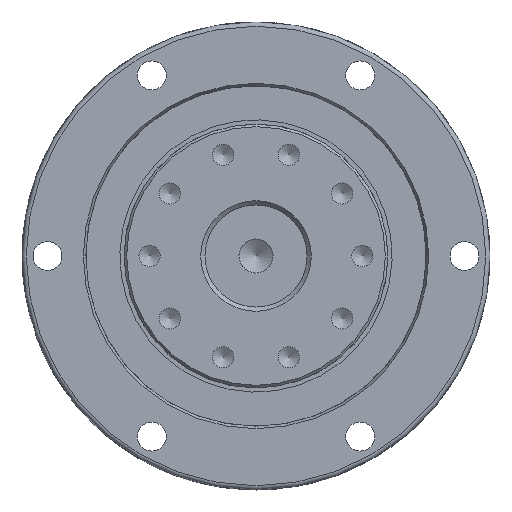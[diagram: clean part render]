
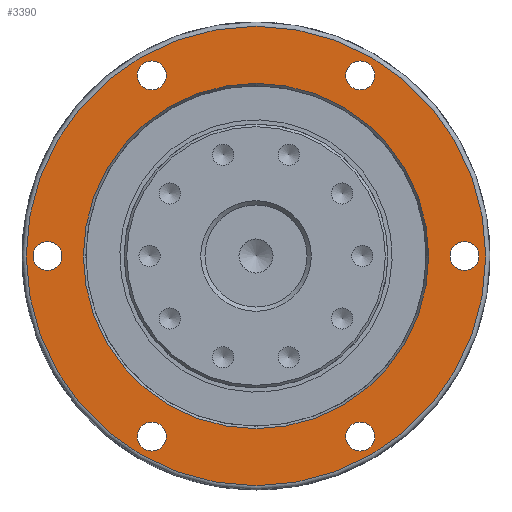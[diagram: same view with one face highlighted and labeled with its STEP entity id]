
A CAD part, left-side view. The second image highlights one B-rep face of the part: STEP entity #3390.
In plain terms, the highlighted planar face has unit normal (-1, 0, 0).
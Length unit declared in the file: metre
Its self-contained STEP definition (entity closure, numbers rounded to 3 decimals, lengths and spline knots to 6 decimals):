
#865=ORIENTED_EDGE('',*,*,#1432,.T.);
#866=ORIENTED_EDGE('',*,*,#1433,.F.);
#867=ORIENTED_EDGE('',*,*,#1434,.T.);
#868=ORIENTED_EDGE('',*,*,#1435,.T.);
#869=ORIENTED_EDGE('',*,*,#1436,.T.);
#870=ORIENTED_EDGE('',*,*,#1437,.T.);
#871=ORIENTED_EDGE('',*,*,#1438,.T.);
#872=ORIENTED_EDGE('',*,*,#1439,.T.);
#1432=EDGE_CURVE('',#1767,#1767,#2053,.T.);
#1433=EDGE_CURVE('',#1768,#1768,#2054,.T.);
#1434=EDGE_CURVE('',#1769,#1769,#2055,.T.);
#1435=EDGE_CURVE('',#1770,#1770,#2056,.T.);
#1436=EDGE_CURVE('',#1771,#1771,#2057,.T.);
#1437=EDGE_CURVE('',#1772,#1772,#2058,.T.);
#1438=EDGE_CURVE('',#1773,#1773,#2059,.T.);
#1439=EDGE_CURVE('',#1774,#1774,#2060,.T.);
#1767=VERTEX_POINT('',#6078);
#1768=VERTEX_POINT('',#6080);
#1769=VERTEX_POINT('',#6082);
#1770=VERTEX_POINT('',#6084);
#1771=VERTEX_POINT('',#6086);
#1772=VERTEX_POINT('',#6088);
#1773=VERTEX_POINT('',#6090);
#1774=VERTEX_POINT('',#6092);
#2053=CIRCLE('',#3955,0.027);
#2054=CIRCLE('',#3956,0.020289);
#2055=CIRCLE('',#3957,0.0017);
#2056=CIRCLE('',#3958,0.0017);
#2057=CIRCLE('',#3959,0.0017);
#2058=CIRCLE('',#3960,0.0017);
#2059=CIRCLE('',#3961,0.0017);
#2060=CIRCLE('',#3962,0.0017);
#2414=EDGE_LOOP('',(#865));
#2415=EDGE_LOOP('',(#866));
#2416=EDGE_LOOP('',(#867));
#2417=EDGE_LOOP('',(#868));
#2418=EDGE_LOOP('',(#869));
#2419=EDGE_LOOP('',(#870));
#2420=EDGE_LOOP('',(#871));
#2421=EDGE_LOOP('',(#872));
#2905=FACE_BOUND('',#2414,.T.);
#2906=FACE_BOUND('',#2415,.T.);
#2907=FACE_BOUND('',#2416,.T.);
#2908=FACE_BOUND('',#2417,.T.);
#2909=FACE_BOUND('',#2418,.T.);
#2910=FACE_BOUND('',#2419,.T.);
#2911=FACE_BOUND('',#2420,.T.);
#2912=FACE_BOUND('',#2421,.T.);
#3254=PLANE('',#3954);
#3390=ADVANCED_FACE('',(#2905,#2906,#2907,#2908,#2909,#2910,#2911,#2912),
#3254,.F.);
#3954=AXIS2_PLACEMENT_3D('',#6076,#4787,#4788);
#3955=AXIS2_PLACEMENT_3D('',#6077,#4789,#4790);
#3956=AXIS2_PLACEMENT_3D('',#6079,#4791,#4792);
#3957=AXIS2_PLACEMENT_3D('',#6081,#4793,#4794);
#3958=AXIS2_PLACEMENT_3D('',#6083,#4795,#4796);
#3959=AXIS2_PLACEMENT_3D('',#6085,#4797,#4798);
#3960=AXIS2_PLACEMENT_3D('',#6087,#4799,#4800);
#3961=AXIS2_PLACEMENT_3D('',#6089,#4801,#4802);
#3962=AXIS2_PLACEMENT_3D('',#6091,#4803,#4804);
#4787=DIRECTION('',(1.,0.,0.));
#4788=DIRECTION('',(0.,1.,0.));
#4789=DIRECTION('',(-1.,0.,0.));
#4790=DIRECTION('',(0.,-1.,0.));
#4791=DIRECTION('',(-1.,0.,0.));
#4792=DIRECTION('',(0.,-1.,0.));
#4793=DIRECTION('',(1.,0.,0.));
#4794=DIRECTION('',(0.,0.,-1.));
#4795=DIRECTION('',(1.,0.,0.));
#4796=DIRECTION('',(0.,0.,-1.));
#4797=DIRECTION('',(1.,0.,0.));
#4798=DIRECTION('',(0.,0.,-1.));
#4799=DIRECTION('',(1.,0.,0.));
#4800=DIRECTION('',(0.,0.,-1.));
#4801=DIRECTION('',(1.,0.,0.));
#4802=DIRECTION('',(0.,0.,-1.));
#4803=DIRECTION('',(1.,0.,0.));
#4804=DIRECTION('',(0.,0.,-1.));
#6076=CARTESIAN_POINT('',(-0.009,0.027,0.));
#6077=CARTESIAN_POINT('',(-0.009,0.,0.));
#6078=CARTESIAN_POINT('',(-0.009,-0.027,0.));
#6079=CARTESIAN_POINT('',(-0.009,0.,0.));
#6080=CARTESIAN_POINT('',(-0.009,-0.020289,0.));
#6081=CARTESIAN_POINT('',(-0.009,0.0245,0.));
#6082=CARTESIAN_POINT('',(-0.009,0.0245,-0.0017));
#6083=CARTESIAN_POINT('',(-0.009,0.01225,-0.021218));
#6084=CARTESIAN_POINT('',(-0.009,0.01225,-0.022918));
#6085=CARTESIAN_POINT('',(-0.009,-0.01225,-0.021218));
#6086=CARTESIAN_POINT('',(-0.009,-0.01225,-0.022918));
#6087=CARTESIAN_POINT('',(-0.009,-0.0245,0.));
#6088=CARTESIAN_POINT('',(-0.009,-0.0245,-0.0017));
#6089=CARTESIAN_POINT('',(-0.009,-0.01225,0.021218));
#6090=CARTESIAN_POINT('',(-0.009,-0.01225,0.019518));
#6091=CARTESIAN_POINT('',(-0.009,0.01225,0.021218));
#6092=CARTESIAN_POINT('',(-0.009,0.01225,0.019518));
